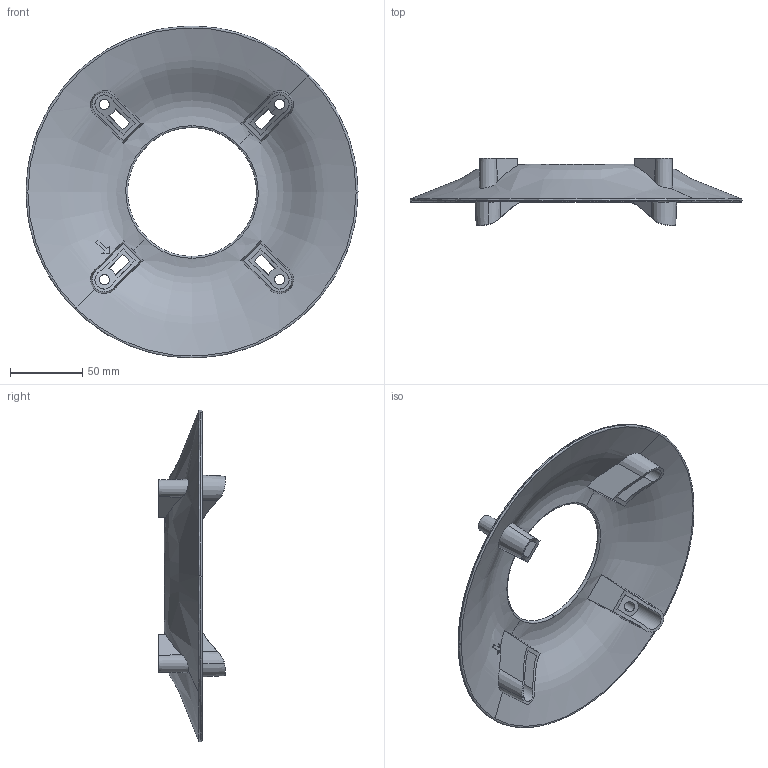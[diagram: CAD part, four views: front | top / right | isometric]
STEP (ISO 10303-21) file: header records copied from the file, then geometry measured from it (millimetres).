
FILE_DESCRIPTION (( 'STEP AP203' ), '1' );
FILE_NAME ('C112BA.STEP', '2020-07-15T12:06:37', ( 'USER' ), ( '' ), 'SwSTEP 2.0', 'SolidWorks 2012', '' );
FILE_SCHEMA (( 'CONFIG_CONTROL_DESIGN' ));
Length unit declared in the file: millimetre
Products named in the file (1): C112BA
Bounding box: 230 x 46.4 x 230 mm (x, y, z)
Volume: 126224.3 mm3; surface area: 99711.5 mm2
Topology: 1 solids, 1 shells, 112 faces, 311 edges, 206 vertices
Faces by surface type: plane 59, bspline 21, cone 16, cylinder 16
Entity records: 7804 total; most frequent: CARTESIAN_POINT 5215, ORIENTED_EDGE 622, DIRECTION 361, EDGE_CURVE 311, VERTEX_POINT 206, B_SPLINE_CURVE_WITH_KNOTS 179, AXIS2_PLACEMENT_3D 137, EDGE_LOOP 135
